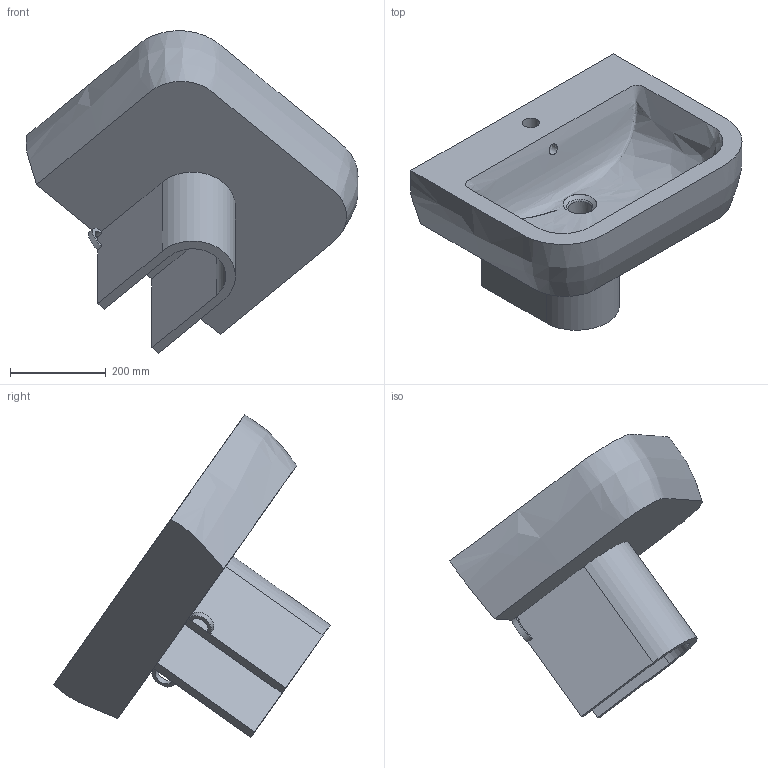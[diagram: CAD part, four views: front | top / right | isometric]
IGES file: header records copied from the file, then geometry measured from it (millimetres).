
Global section: file name: 3584; native system: AutoCAD 2016 - English; preprocessor: Autodesk Translation Framework DWG producer (atf_dwg_producer); organization: unknown; date: 20170505.150633; units: millimetre
Bounding box: 694.58 x 578.59 x 675.32 mm (x, y, z)
Volume: 26898655.9 mm3; surface area: 1280510.7 mm2
Topology: 4 solids, 4 shells, 36 faces, 81 edges, 55 vertices
Faces by surface type: bspline 36
